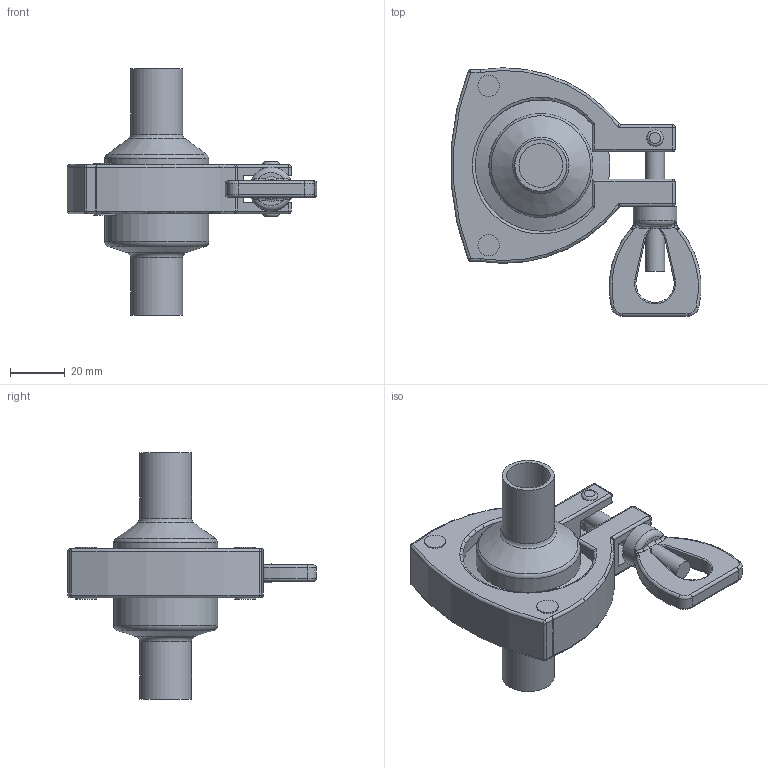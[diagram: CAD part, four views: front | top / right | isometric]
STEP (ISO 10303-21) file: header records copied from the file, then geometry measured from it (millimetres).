
FILE_DESCRIPTION(/* description */ (''),/* implementation_level */ '2;1');
FILE_NAME(/* name */ 'LV6EP-015-tube0-01.stp',/* time_stamp */ '2018-03-22T15:53:25+09:00',/* author */ ('nakaot'),/* organization */ (''),/* preprocessor_version */ 'ST-DEVELOPER v15.6',/* originating_system */ 'Autodesk Inventor 2015',/* authorisation */ '');
FILE_SCHEMA (('CONFIG_CONTROL_DESIGN'));
Length unit declared in the file: millimetre
Products named in the file (1): LV6EP-015-tube0-01
Bounding box: 91.15 x 90.7 x 90 mm (x, y, z)
Volume: 96623.4 mm3; surface area: 27233.8 mm2
Topology: 1 solids, 1 shells, 204 faces, 470 edges, 261 vertices
Faces by surface type: cylinder 74, plane 44, bspline 38, torus 32, sphere 12, cone 4
Full cylindrical faces by diameter (mm): 6 x2, 7 x2, 7.8 x4, 16 x3, 19 x2, 38 x2
Entity records: 6548 total; most frequent: CARTESIAN_POINT 2295, DIRECTION 866, ORIENTED_EDGE 858, EDGE_CURVE 429, AXIS2_PLACEMENT_3D 364, VERTEX_POINT 257, EDGE_LOOP 242, FACE_OUTER_BOUND 204
